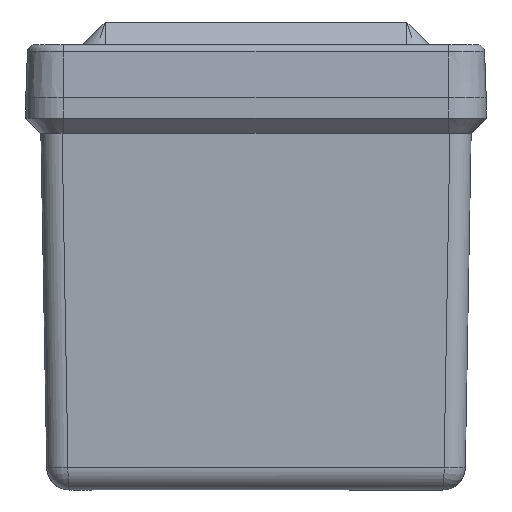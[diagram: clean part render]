
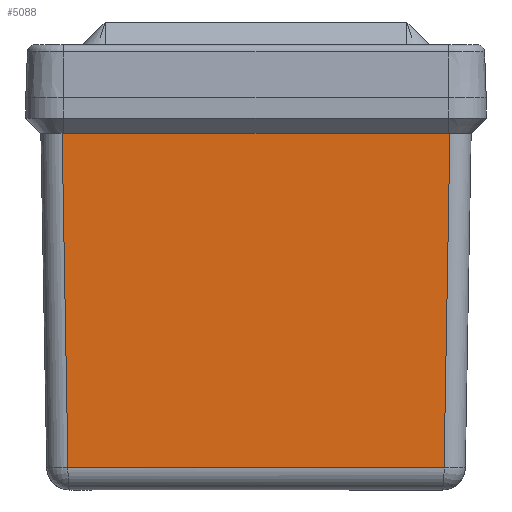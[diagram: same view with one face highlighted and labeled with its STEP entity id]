
A CAD part, front view. The second image highlights one B-rep face of the part: STEP entity #5088.
In plain terms, the highlighted face is planar.
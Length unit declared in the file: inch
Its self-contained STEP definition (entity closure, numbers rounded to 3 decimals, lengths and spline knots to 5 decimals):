
#272=LINE($,#8676,#668);
#284=LINE($,#8703,#680);
#285=LINE($,#8707,#681);
#287=LINE($,#8716,#683);
#289=LINE($,#8722,#685);
#293=LINE($,#8734,#689);
#668=VECTOR($,#6473,3.11411);
#680=VECTOR($,#6497,2.76912);
#681=VECTOR($,#6502,0.01163);
#683=VECTOR($,#6514,2.76912);
#685=VECTOR($,#6520,0.01163);
#689=VECTOR($,#6536,3.1875);
#1275=FACE_OUTER_BOUND($,#1597,.T.);
#1597=EDGE_LOOP($,(#3852,#3853,#3854,#3855,#3856,#3857));
#2279=VERTEX_POINT($,#8446);
#2281=VERTEX_POINT($,#8672);
#2290=VERTEX_POINT($,#8702);
#2291=VERTEX_POINT($,#8706);
#2293=VERTEX_POINT($,#8714);
#2295=VERTEX_POINT($,#8720);
#2852=EDGE_CURVE($,#2279,#2281,#272,.T.);
#2865=EDGE_CURVE($,#2281,#2290,#284,.T.);
#2867=EDGE_CURVE($,#2291,#2290,#285,.T.);
#2872=EDGE_CURVE($,#2293,#2279,#287,.T.);
#2875=EDGE_CURVE($,#2293,#2295,#289,.T.);
#2881=EDGE_CURVE($,#2291,#2295,#293,.T.);
#3852=ORIENTED_EDGE($,*,*,#2852,.F.);
#3853=ORIENTED_EDGE($,*,*,#2872,.F.);
#3854=ORIENTED_EDGE($,*,*,#2875,.T.);
#3855=ORIENTED_EDGE($,*,*,#2881,.F.);
#3856=ORIENTED_EDGE($,*,*,#2867,.T.);
#3857=ORIENTED_EDGE($,*,*,#2865,.F.);
#4884=PLANE($,#5520);
#5088=ADVANCED_FACE($,(#1275),#4884,.T.);
#5520=AXIS2_PLACEMENT_3D($,#8733,#6534,#6535);
#6473=DIRECTION($,(1.,0.,0.));
#6497=DIRECTION($,(0.017,1.,-0.017));
#6502=DIRECTION($,(1.,0.,0.));
#6514=DIRECTION($,(0.017,-1.,0.017));
#6520=DIRECTION($,(1.,0.,0.));
#6534=DIRECTION('center_axis',(0.,-0.017,-1.));
#6535=DIRECTION('ref_axis',(1.,0.,0.));
#6536=DIRECTION($,(-1.,0.,0.));
#8446=CARTESIAN_POINT('',(-1.55706,0.18423,-3.13918));
#8672=CARTESIAN_POINT('',(1.55706,0.18423,-3.13918));
#8676=CARTESIAN_POINT($,(-1.55706,0.18423,-3.13918));
#8702=CARTESIAN_POINT('',(1.60538,2.9525,-3.1875));
#8703=CARTESIAN_POINT($,(1.55706,0.18423,-3.13918));
#8706=CARTESIAN_POINT('',(1.59375,2.9525,-3.1875));
#8707=CARTESIAN_POINT($,(1.59375,2.9525,-3.1875));
#8714=CARTESIAN_POINT('',(-1.60538,2.9525,-3.1875));
#8716=CARTESIAN_POINT($,(-1.60538,2.9525,-3.1875));
#8720=CARTESIAN_POINT('',(-1.59375,2.9525,-3.1875));
#8722=CARTESIAN_POINT($,(-1.60538,2.9525,-3.1875));
#8733=CARTESIAN_POINT('Origin',(-1.59375,2.9525,-3.1875));
#8734=CARTESIAN_POINT($,(1.59375,2.9525,-3.1875));
